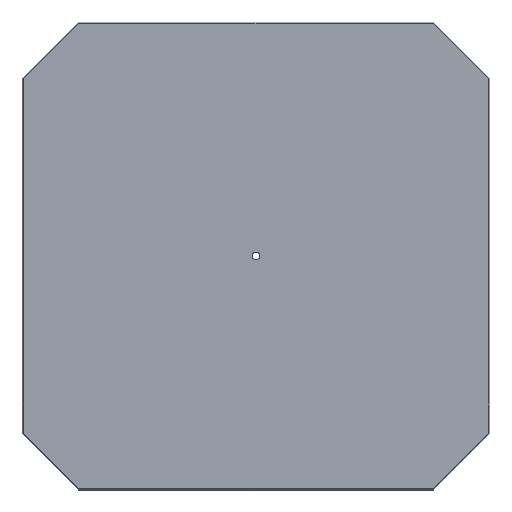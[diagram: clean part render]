
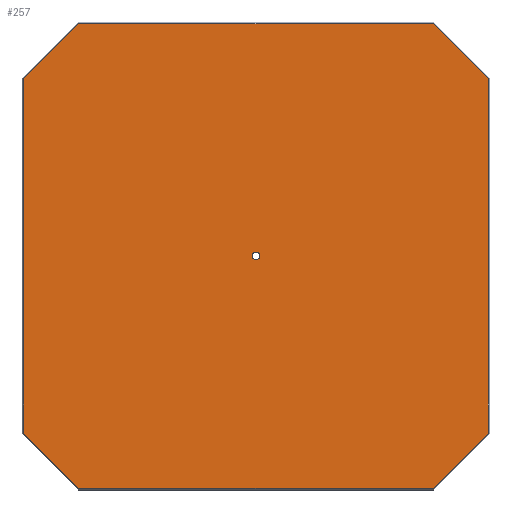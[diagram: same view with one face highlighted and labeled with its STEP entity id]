
A CAD part, top view. The second image highlights one B-rep face of the part: STEP entity #257.
In plain terms, the highlighted planar face has unit normal (0, 0, 1).
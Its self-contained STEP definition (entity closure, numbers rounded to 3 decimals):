
#171=VERTEX_POINT('',#401);
#179=VERTEX_POINT('',#409);
#201=EDGE_CURVE('',#171,#205,#434,.T.);
#205=VERTEX_POINT('',#438);
#233=EDGE_CURVE('',#271,#307,#471,.T.);
#241=EDGE_CURVE('',#283,#303,#479,.T.);
#249=EDGE_CURVE('',#303,#171,#488,.T.);
#257=ADVANCED_FACE('',(#497,#498),#499,.F.);
#265=VERTEX_POINT('',#508);
#271=VERTEX_POINT('',#514);
#281=EDGE_CURVE('',#265,#179,#525,.T.);
#283=VERTEX_POINT('',#527);
#291=EDGE_CURVE('',#307,#271,#536,.T.);
#297=EDGE_CURVE('',#179,#283,#542,.T.);
#303=VERTEX_POINT('',#548);
#305=EDGE_CURVE('',#317,#265,#550,.T.);
#307=VERTEX_POINT('',#552);
#309=EDGE_CURVE('',#331,#317,#554,.T.);
#317=VERTEX_POINT('',#563);
#329=EDGE_CURVE('',#205,#331,#575,.T.);
#331=VERTEX_POINT('',#577);
#401=CARTESIAN_POINT('',(-189.172,248.0,40.2));
#409=CARTESIAN_POINT('',(-189.172,-248.0,40.2));
#434=LINE('',#705,#706);
#438=CARTESIAN_POINT('',(189.172,248.0,40.2));
#471=CIRCLE('',#756,4.19);
#479=LINE('',#769,#770);
#488=LINE('',#782,#783);
#497=FACE_BOUND('',#794,.T.);
#498=FACE_OUTER_BOUND('',#795,.T.);
#499=PLANE('',#796);
#508=CARTESIAN_POINT('',(189.172,-248.0,40.2));
#514=CARTESIAN_POINT('',(-4.19,0.,40.2));
#525=LINE('',#829,#830);
#527=CARTESIAN_POINT('',(-248.0,-189.172,40.2));
#536=CIRCLE('',#843,4.19);
#542=LINE('',#852,#853);
#548=CARTESIAN_POINT('',(-248.0,189.172,40.2));
#550=LINE('',#866,#867);
#552=CARTESIAN_POINT('',(4.19,0.0,40.2));
#554=LINE('',#872,#873);
#563=CARTESIAN_POINT('',(248.0,-189.172,40.2));
#575=LINE('',#903,#904);
#577=CARTESIAN_POINT('',(248.0,189.172,40.2));
#705=CARTESIAN_POINT('',(-190.0,248.0,40.2));
#706=VECTOR('',#1016,1.0);
#756=AXIS2_PLACEMENT_3D('',#1063,#1064,#1065);
#769=CARTESIAN_POINT('',(-248.0,-190.0,40.2));
#770=VECTOR('',#1068,1.0);
#782=CARTESIAN_POINT('',(-248.586,188.586,40.2));
#783=VECTOR('',#1078,1.0);
#794=EDGE_LOOP('',(#1089,#1090));
#795=EDGE_LOOP('',(#1091,#1092,#1093,#1094,#1095,#1096,#1097,#1098));
#796=AXIS2_PLACEMENT_3D('',#1099,#1100,#1101);
#829=CARTESIAN_POINT('',(190.0,-248.0,40.2));
#830=VECTOR('',#1125,1.0);
#843=AXIS2_PLACEMENT_3D('',#1137,#1138,#1139);
#852=CARTESIAN_POINT('',(-188.586,-248.586,40.2));
#853=VECTOR('',#1141,1.0);
#866=CARTESIAN_POINT('',(248.586,-188.586,40.2));
#867=VECTOR('',#1144,1.0);
#872=CARTESIAN_POINT('',(248.0,190.0,40.2));
#873=VECTOR('',#1145,1.0);
#903=CARTESIAN_POINT('',(188.586,248.586,40.2));
#904=VECTOR('',#1158,1.0);
#1016=DIRECTION('',(1.0,0.0,0.0));
#1063=CARTESIAN_POINT('',(0.,0.,40.2));
#1064=DIRECTION('',(0.0,0.0,-1.0));
#1065=DIRECTION('',(1.0,0.0,0.0));
#1068=DIRECTION('',(0.0,1.0,0.0));
#1078=DIRECTION('',(0.707,0.707,0.0));
#1089=ORIENTED_EDGE('',*,*,#291,.T.);
#1090=ORIENTED_EDGE('',*,*,#233,.T.);
#1091=ORIENTED_EDGE('',*,*,#305,.F.);
#1092=ORIENTED_EDGE('',*,*,#309,.F.);
#1093=ORIENTED_EDGE('',*,*,#329,.F.);
#1094=ORIENTED_EDGE('',*,*,#201,.F.);
#1095=ORIENTED_EDGE('',*,*,#249,.F.);
#1096=ORIENTED_EDGE('',*,*,#241,.F.);
#1097=ORIENTED_EDGE('',*,*,#297,.F.);
#1098=ORIENTED_EDGE('',*,*,#281,.F.);
#1099=CARTESIAN_POINT('',(0.,0.,40.2));
#1100=DIRECTION('',(0.0,0.0,-1.0));
#1101=DIRECTION('',(1.0,0.0,0.0));
#1125=DIRECTION('',(-1.0,0.0,0.0));
#1137=CARTESIAN_POINT('',(0.,0.,40.2));
#1138=DIRECTION('',(0.0,0.0,-1.0));
#1139=DIRECTION('',(1.0,0.0,0.0));
#1141=DIRECTION('',(-0.707,0.707,0.0));
#1144=DIRECTION('',(-0.707,-0.707,0.0));
#1145=DIRECTION('',(0.0,-1.0,0.0));
#1158=DIRECTION('',(0.707,-0.707,0.0));
